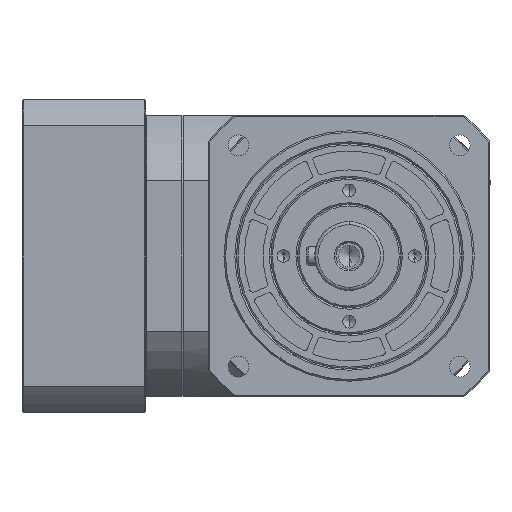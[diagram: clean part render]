
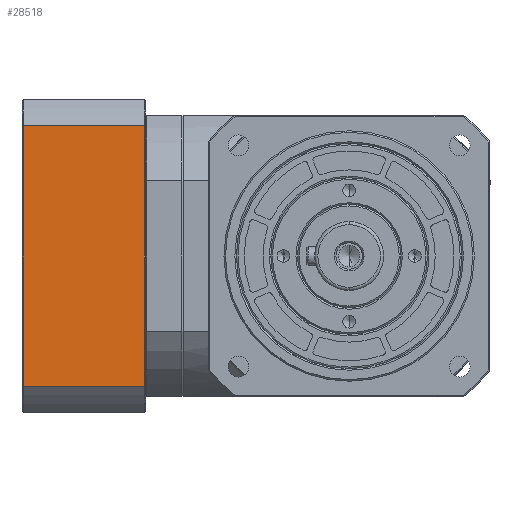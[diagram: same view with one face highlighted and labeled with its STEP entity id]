
A CAD part, left-side view. The second image highlights one B-rep face of the part: STEP entity #28518.
In plain terms, the highlighted face is planar.
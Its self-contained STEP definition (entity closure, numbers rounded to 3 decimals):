
#129 = CARTESIAN_POINT ( 'NONE',  ( 0.4, 41.533, 50. ) ) ;
#656 = AXIS2_PLACEMENT_3D ( 'NONE', #22640, #8167, #25073 ) ;
#3145 = CARTESIAN_POINT ( 'NONE',  ( 0.4, -41.533, 50. ) ) ;
#3655 = VECTOR ( 'NONE', #26278, 1000. ) ;
#4857 = EDGE_CURVE ( 'NONE', #18178, #10301, #30180, .T. ) ;
#5587 = VECTOR ( 'NONE', #14339, 1000. ) ;
#8167 = DIRECTION ( 'NONE',  ( 0., 0., -1. ) ) ;
#8833 = VECTOR ( 'NONE', #12383, 1000. ) ;
#9413 = LINE ( 'NONE', #27084, #21522 ) ;
#10172 = EDGE_CURVE ( 'NONE', #18178, #24395, #15270, .T. ) ;
#10209 = ORIENTED_EDGE ( 'NONE', *, *, #18103, .T. ) ;
#10301 = VERTEX_POINT ( 'NONE', #3145 ) ;
#11899 = CARTESIAN_POINT ( 'NONE',  ( 39.1, -41.533, 50. ) ) ;
#12383 = DIRECTION ( 'NONE',  ( 1., 0., 0. ) ) ;
#12647 = EDGE_LOOP ( 'NONE', ( #22851, #16425, #23219, #10209 ) ) ;
#12921 = PLANE ( 'NONE',  #656 ) ;
#14339 = DIRECTION ( 'NONE',  ( 0., 1., 0. ) ) ;
#15270 = LINE ( 'NONE', #22005, #8833 ) ;
#16425 = ORIENTED_EDGE ( 'NONE', *, *, #4857, .T. ) ;
#17642 = EDGE_CURVE ( 'NONE', #10301, #28945, #9413, .T. ) ;
#18103 = EDGE_CURVE ( 'NONE', #28945, #24395, #18481, .T. ) ;
#18178 = VERTEX_POINT ( 'NONE', #129 ) ;
#18481 = LINE ( 'NONE', #11899, #5587 ) ;
#21522 = VECTOR ( 'NONE', #24647, 1000. ) ;
#22005 = CARTESIAN_POINT ( 'NONE',  ( 0., 41.533, 50. ) ) ;
#22640 = CARTESIAN_POINT ( 'NONE',  ( 0., -41.533, 50. ) ) ;
#22851 = ORIENTED_EDGE ( 'NONE', *, *, #10172, .F. ) ;
#23219 = ORIENTED_EDGE ( 'NONE', *, *, #17642, .T. ) ;
#23826 = CARTESIAN_POINT ( 'NONE',  ( 0.4, -41.533, 50. ) ) ;
#24395 = VERTEX_POINT ( 'NONE', #30853 ) ;
#24647 = DIRECTION ( 'NONE',  ( 1., 0., 0. ) ) ;
#25073 = DIRECTION ( 'NONE',  ( -1., 0., 0. ) ) ;
#26278 = DIRECTION ( 'NONE',  ( 0., -1., 0. ) ) ;
#27084 = CARTESIAN_POINT ( 'NONE',  ( 0., -41.533, 50. ) ) ;
#28518 = ADVANCED_FACE ( 'NONE', ( #30335 ), #12921, .F. ) ;
#28945 = VERTEX_POINT ( 'NONE', #31370 ) ;
#30180 = LINE ( 'NONE', #23826, #3655 ) ;
#30335 = FACE_OUTER_BOUND ( 'NONE', #12647, .T. ) ;
#30853 = CARTESIAN_POINT ( 'NONE',  ( 39.1, 41.533, 50. ) ) ;
#31370 = CARTESIAN_POINT ( 'NONE',  ( 39.1, -41.533, 50. ) ) ;
